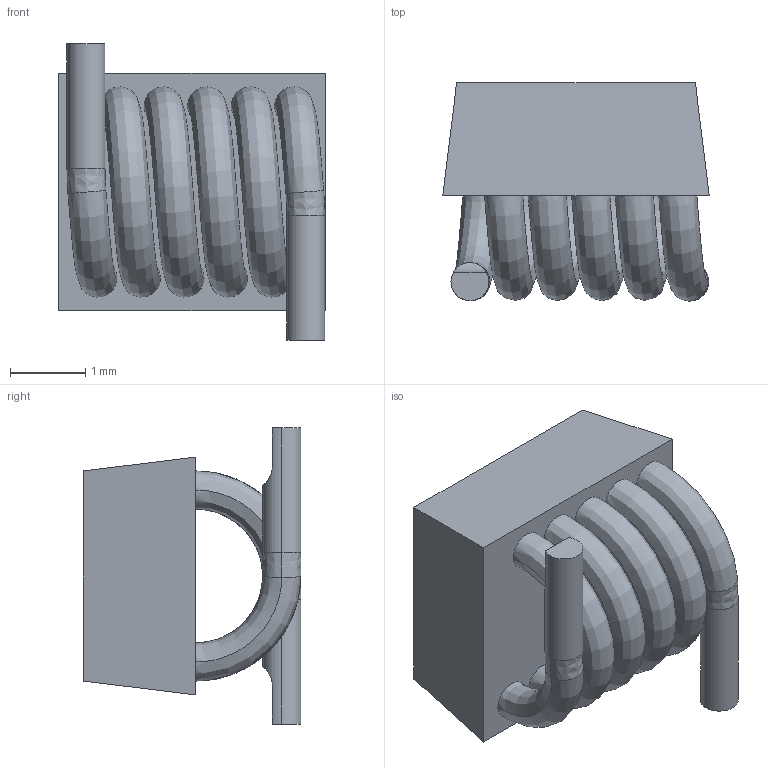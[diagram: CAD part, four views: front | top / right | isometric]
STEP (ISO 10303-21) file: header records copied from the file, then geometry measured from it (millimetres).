
FILE_DESCRIPTION (( 'STEP AP214' ), '1' );
FILE_NAME ('Coilcraft-1512SP-XXX.STEP', '2021-11-19T12:32:16', ( '' ), ( '' ), 'SwSTEP 2.0', 'SolidWorks 2021', '' );
FILE_SCHEMA (( 'AUTOMOTIVE_DESIGN' ));
Length unit declared in the file: inch
Products named in the file (1): Coilcraft-1512SP-XXX
Bounding box: 3.54 x 2.9 x 3.94 mm (x, y, z)
Volume: 19.4 mm3; surface area: 72.3 mm2
Topology: 1 solids, 1 shells, 32 faces, 78 edges, 50 vertices
Faces by surface type: bspline 16, plane 10, cylinder 6
Entity records: 12538 total; most frequent: CARTESIAN_POINT 11581, ORIENTED_EDGE 156, DIRECTION 98, EDGE_CURVE 78, VERTEX_POINT 50, EDGE_LOOP 42, AXIS2_PLACEMENT_3D 37, B_SPLINE_CURVE_WITH_KNOTS 34
